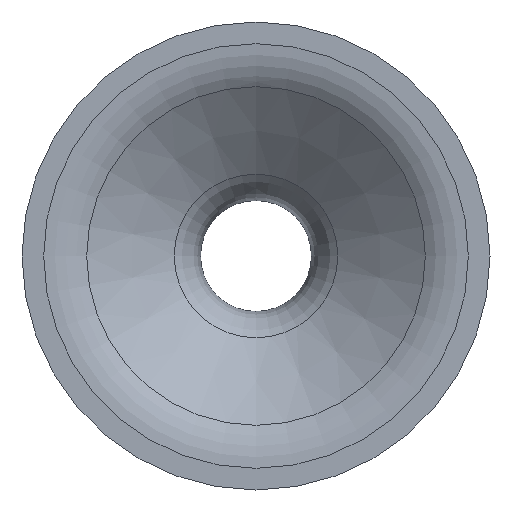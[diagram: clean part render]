
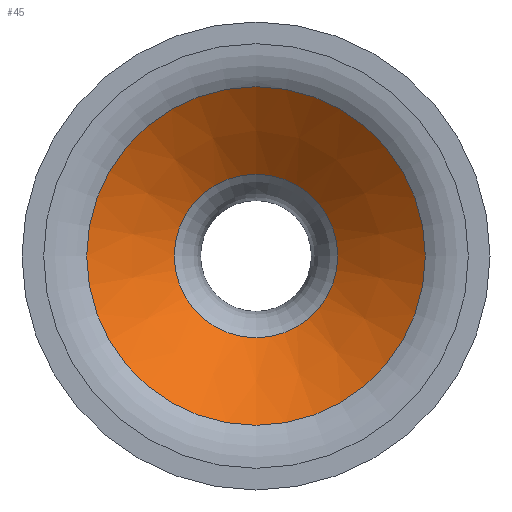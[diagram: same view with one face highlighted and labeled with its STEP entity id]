
A CAD part, left-side view. The second image highlights one B-rep face of the part: STEP entity #45.
In plain terms, the highlighted conical face has half-angle 51.618 degrees and reference radius 4.716 mm.
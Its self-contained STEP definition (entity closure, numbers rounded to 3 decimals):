
#45 = ADVANCED_FACE( '', ( #96, #97 ), #98, .F. );
#96 = FACE_OUTER_BOUND( '', #155, .T. );
#97 = FACE_BOUND( '', #156, .T. );
#98 = CONICAL_SURFACE( '', #157, 4.716, 0.901 );
#155 = EDGE_LOOP( '', ( #216 ) );
#156 = EDGE_LOOP( '', ( #217 ) );
#157 = AXIS2_PLACEMENT_3D( '', #218, #219, #220 );
#216 = ORIENTED_EDGE( '', *, *, #281, .T. );
#217 = ORIENTED_EDGE( '', *, *, #282, .F. );
#218 = CARTESIAN_POINT( '', ( -10.136, 0., 0. ) );
#219 = DIRECTION( '', ( -1., 0., 0. ) );
#220 = DIRECTION( '', ( 0., 0., 1. ) );
#281 = EDGE_CURVE( '', #314, #314, #315, .T. );
#282 = EDGE_CURVE( '', #316, #316, #317, .T. );
#314 = VERTEX_POINT( '', #353 );
#315 = CIRCLE( '', #354, 9.766 );
#316 = VERTEX_POINT( '', #355 );
#317 = CIRCLE( '', #356, 4.716 );
#353 = CARTESIAN_POINT( '', ( -14.136, 0., 9.766 ) );
#354 = AXIS2_PLACEMENT_3D( '', #394, #395, #396 );
#355 = CARTESIAN_POINT( '', ( -10.136, 0., 4.716 ) );
#356 = AXIS2_PLACEMENT_3D( '', #397, #398, #399 );
#394 = CARTESIAN_POINT( '', ( -14.136, 0., 0. ) );
#395 = DIRECTION( '', ( -1., 0., 0. ) );
#396 = DIRECTION( '', ( 0., 0., 1. ) );
#397 = CARTESIAN_POINT( '', ( -10.136, 0., 0. ) );
#398 = DIRECTION( '', ( -1., 0., 0. ) );
#399 = DIRECTION( '', ( 0., 0., 1. ) );
